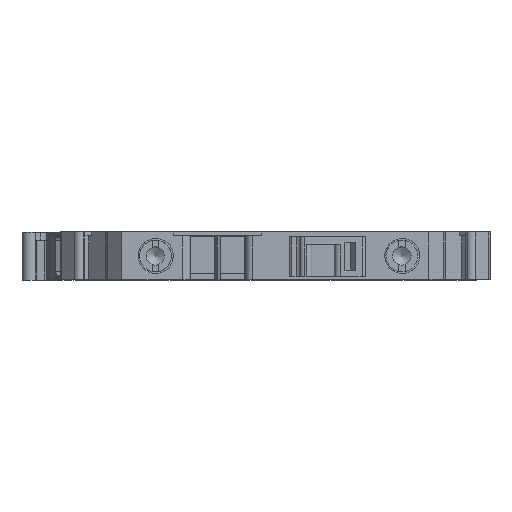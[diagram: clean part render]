
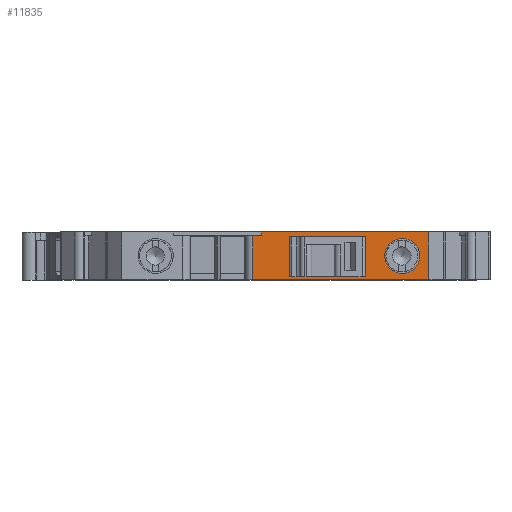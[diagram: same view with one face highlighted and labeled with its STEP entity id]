
A CAD part, top view. The second image highlights one B-rep face of the part: STEP entity #11835.
In plain terms, the highlighted planar face has unit normal (0, 0, 1).
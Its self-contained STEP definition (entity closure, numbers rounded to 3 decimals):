
#825=LINE('',#17395,#1603);
#826=LINE('',#17399,#1604);
#828=LINE('',#17405,#1606);
#829=LINE('',#17407,#1607);
#831=LINE('',#17411,#1609);
#838=LINE('',#17424,#1616);
#878=LINE('',#17573,#1656);
#1053=LINE('',#18039,#1831);
#1055=LINE('',#18045,#1833);
#1056=LINE('',#18047,#1834);
#1603=VECTOR('',#14361,1000.);
#1604=VECTOR('',#14366,1000.);
#1606=VECTOR('',#14372,1000.);
#1607=VECTOR('',#14375,1000.);
#1609=VECTOR('',#14379,1000.);
#1616=VECTOR('',#14390,1000.);
#1656=VECTOR('',#14510,1000.);
#1831=VECTOR('',#15025,1000.);
#1833=VECTOR('',#15031,1000.);
#1834=VECTOR('',#15032,1000.);
#4037=ORIENTED_EDGE('',*,*,#5207,.F.);
#4038=ORIENTED_EDGE('',*,*,#5205,.F.);
#4039=ORIENTED_EDGE('',*,*,#5204,.F.);
#4040=ORIENTED_EDGE('',*,*,#5201,.T.);
#4041=ORIENTED_EDGE('',*,*,#5526,.T.);
#4042=ORIENTED_EDGE('',*,*,#5527,.T.);
#4043=ORIENTED_EDGE('',*,*,#5215,.F.);
#4044=ORIENTED_EDGE('',*,*,#5199,.F.);
#4045=ORIENTED_EDGE('',*,*,#5291,.F.);
#4046=ORIENTED_EDGE('',*,*,#5523,.T.);
#4047=ORIENTED_EDGE('',*,*,#5528,.F.);
#5199=EDGE_CURVE('',#6178,#6175,#825,.T.);
#5201=EDGE_CURVE('',#6180,#6179,#826,.F.);
#5204=EDGE_CURVE('',#6180,#6181,#828,.T.);
#5205=EDGE_CURVE('',#6181,#6182,#829,.T.);
#5207=EDGE_CURVE('',#6182,#6179,#831,.T.);
#5215=EDGE_CURVE('',#6175,#6187,#838,.T.);
#5291=EDGE_CURVE('',#6254,#6178,#878,.T.);
#5523=EDGE_CURVE('',#6254,#6377,#1053,.F.);
#5526=EDGE_CURVE('',#6377,#6379,#1055,.T.);
#5527=EDGE_CURVE('',#6379,#6187,#1056,.T.);
#5528=EDGE_CURVE('',#6380,#6380,#6780,.T.);
#6175=VERTEX_POINT('',#17389);
#6178=VERTEX_POINT('',#17394);
#6179=VERTEX_POINT('',#17398);
#6180=VERTEX_POINT('',#17400);
#6181=VERTEX_POINT('',#17404);
#6182=VERTEX_POINT('',#17408);
#6187=VERTEX_POINT('',#17425);
#6254=VERTEX_POINT('',#17571);
#6377=VERTEX_POINT('',#18040);
#6379=VERTEX_POINT('',#18046);
#6380=VERTEX_POINT('',#18049);
#6780=CIRCLE('',#12672,2.2);
#7257=EDGE_LOOP('',(#4037,#4038,#4039,#4040));
#7258=EDGE_LOOP('',(#4041,#4042,#4043,#4044,#4045,#4046));
#7259=EDGE_LOOP('',(#4047));
#7777=FACE_BOUND('',#7257,.T.);
#7778=FACE_BOUND('',#7258,.T.);
#7779=FACE_BOUND('',#7259,.T.);
#8068=PLANE('',#12671);
#11835=ADVANCED_FACE('',(#7777,#7778,#7779),#8068,.F.);
#12671=AXIS2_PLACEMENT_3D('',#18044,#15029,#15030);
#12672=AXIS2_PLACEMENT_3D('',#18048,#15033,#15034);
#14361=DIRECTION('',(0.,1.,0.));
#14366=DIRECTION('',(0.,1.,0.));
#14372=DIRECTION('',(-1.,0.,0.));
#14375=DIRECTION('',(0.,-1.,0.));
#14379=DIRECTION('',(1.,0.,0.));
#14390=DIRECTION('',(1.,0.,0.));
#14510=DIRECTION('',(1.,0.,0.));
#15025=DIRECTION('',(0.,1.,0.));
#15029=DIRECTION('',(0.,0.,-1.));
#15030=DIRECTION('',(-1.,0.,0.));
#15031=DIRECTION('',(1.,0.,0.));
#15032=DIRECTION('',(0.,1.,0.));
#15033=DIRECTION('',(0.,0.,1.));
#15034=DIRECTION('',(1.,0.,0.));
#17389=CARTESIAN_POINT('',(-3.,3.02,18.));
#17394=CARTESIAN_POINT('',(-3.,2.52,18.));
#17395=CARTESIAN_POINT('',(-3.,2.52,18.));
#17398=CARTESIAN_POINT('',(9.328,-2.612,18.));
#17399=CARTESIAN_POINT('',(9.328,-0.112,18.));
#17400=CARTESIAN_POINT('',(9.328,2.388,18.));
#17404=CARTESIAN_POINT('',(0.565,2.388,18.));
#17405=CARTESIAN_POINT('',(10.415,2.388,18.));
#17407=CARTESIAN_POINT('',(0.565,2.388,18.));
#17408=CARTESIAN_POINT('',(0.565,-2.612,18.));
#17411=CARTESIAN_POINT('',(1.915,-2.612,18.));
#17424=CARTESIAN_POINT('',(-40.,3.02,18.));
#17425=CARTESIAN_POINT('',(18.073,3.02,18.));
#17571=CARTESIAN_POINT('',(-4.075,2.52,18.));
#17573=CARTESIAN_POINT('',(-14.,2.52,18.));
#18039=CARTESIAN_POINT('',(-4.075,3.02,18.));
#18040=CARTESIAN_POINT('',(-4.075,-2.98,18.));
#18044=CARTESIAN_POINT('',(-40.,3.02,18.));
#18045=CARTESIAN_POINT('',(-40.,-2.98,18.));
#18046=CARTESIAN_POINT('',(18.073,-2.98,18.));
#18047=CARTESIAN_POINT('',(18.073,-5.,18.));
#18048=CARTESIAN_POINT('',(14.72,0.,18.));
#18049=CARTESIAN_POINT('',(16.92,0.,18.));
